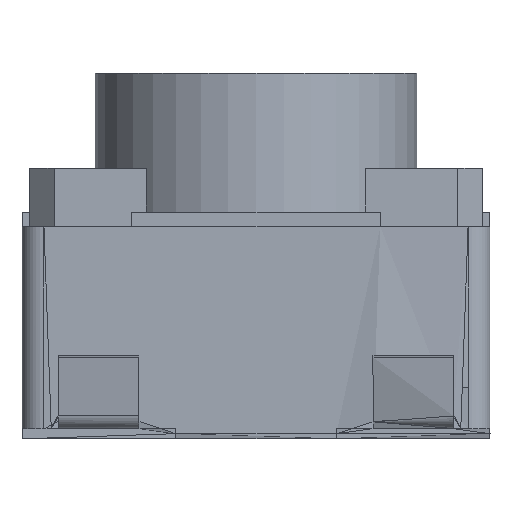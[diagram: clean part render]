
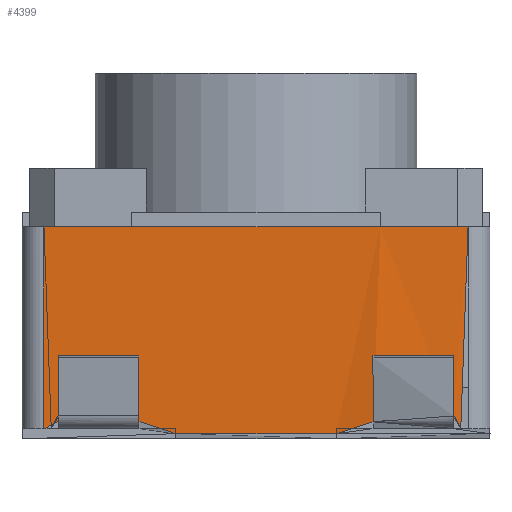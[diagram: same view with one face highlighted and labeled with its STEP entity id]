
A CAD part, left-side view. The second image highlights one B-rep face of the part: STEP entity #4399.
In plain terms, the highlighted planar face has unit normal (-1, 0, 0).
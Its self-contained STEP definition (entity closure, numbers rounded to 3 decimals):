
#1396=ORIENTED_EDGE('',*,*,#2357,.T.);
#1397=ORIENTED_EDGE('',*,*,#2358,.F.);
#1398=ORIENTED_EDGE('',*,*,#2359,.T.);
#1399=ORIENTED_EDGE('',*,*,#2360,.T.);
#1400=ORIENTED_EDGE('',*,*,#2361,.T.);
#1401=ORIENTED_EDGE('',*,*,#2362,.F.);
#1402=ORIENTED_EDGE('',*,*,#2363,.T.);
#1403=ORIENTED_EDGE('',*,*,#2364,.F.);
#1404=ORIENTED_EDGE('',*,*,#2365,.F.);
#1405=ORIENTED_EDGE('',*,*,#2366,.F.);
#1406=ORIENTED_EDGE('',*,*,#2367,.F.);
#1407=ORIENTED_EDGE('',*,*,#2368,.F.);
#2357=EDGE_CURVE('',#2956,#2957,#3545,.T.);
#2358=EDGE_CURVE('',#2958,#2957,#3546,.T.);
#2359=EDGE_CURVE('',#2958,#2959,#3547,.T.);
#2360=EDGE_CURVE('',#2959,#2960,#3548,.T.);
#2361=EDGE_CURVE('',#2960,#2961,#3549,.T.);
#2362=EDGE_CURVE('',#2962,#2961,#3550,.T.);
#2363=EDGE_CURVE('',#2962,#2963,#3551,.T.);
#2364=EDGE_CURVE('',#2964,#2963,#3552,.T.);
#2365=EDGE_CURVE('',#2965,#2964,#3553,.T.);
#2366=EDGE_CURVE('',#2966,#2965,#3554,.T.);
#2367=EDGE_CURVE('',#2967,#2966,#3555,.T.);
#2368=EDGE_CURVE('',#2956,#2967,#3556,.T.);
#2956=VERTEX_POINT('',#7202);
#2957=VERTEX_POINT('',#7203);
#2958=VERTEX_POINT('',#7206);
#2959=VERTEX_POINT('',#7209);
#2960=VERTEX_POINT('',#7212);
#2961=VERTEX_POINT('',#7215);
#2962=VERTEX_POINT('',#7218);
#2963=VERTEX_POINT('',#7222);
#2964=VERTEX_POINT('',#7230);
#2965=VERTEX_POINT('',#7233);
#2966=VERTEX_POINT('',#7236);
#2967=VERTEX_POINT('',#7239);
#3545=B_SPLINE_CURVE_WITH_KNOTS('',1,(#7200,#7201),.UNSPECIFIED.,.F.,.F.,
(2,2),(0.,1.),.UNSPECIFIED.);
#3546=B_SPLINE_CURVE_WITH_KNOTS('',1,(#7204,#7205),.UNSPECIFIED.,.F.,.F.,
(2,2),(0.,1.),.UNSPECIFIED.);
#3547=B_SPLINE_CURVE_WITH_KNOTS('',1,(#7207,#7208),.UNSPECIFIED.,.F.,.F.,
(2,2),(0.,1.),.UNSPECIFIED.);
#3548=B_SPLINE_CURVE_WITH_KNOTS('',1,(#7210,#7211),.UNSPECIFIED.,.F.,.F.,
(2,2),(0.,1.),.UNSPECIFIED.);
#3549=B_SPLINE_CURVE_WITH_KNOTS('',1,(#7213,#7214),.UNSPECIFIED.,.F.,.F.,
(2,2),(0.,1.),.UNSPECIFIED.);
#3550=B_SPLINE_CURVE_WITH_KNOTS('',1,(#7216,#7217),.UNSPECIFIED.,.F.,.F.,
(2,2),(0.,1.),.UNSPECIFIED.);
#3551=B_SPLINE_CURVE_WITH_KNOTS('',1,(#7219,#7220,#7221),.UNSPECIFIED.,
 .F.,.F.,(2,1,2),(0.,1.,1.01),.PIECEWISE_BEZIER_KNOTS.);
#3552=B_SPLINE_CURVE_WITH_KNOTS('',3,(#7223,#7224,#7225,#7226,#7227,#7228,
#7229),.UNSPECIFIED.,.F.,.F.,(4,3,4),(0.,1.,1.01),
 .PIECEWISE_BEZIER_KNOTS.);
#3553=B_SPLINE_CURVE_WITH_KNOTS('',1,(#7231,#7232),.UNSPECIFIED.,.F.,.F.,
(2,2),(0.793,1.),.UNSPECIFIED.);
#3554=B_SPLINE_CURVE_WITH_KNOTS('',1,(#7234,#7235),.UNSPECIFIED.,.F.,.F.,
(2,2),(0.207,0.793),.UNSPECIFIED.);
#3555=B_SPLINE_CURVE_WITH_KNOTS('',1,(#7237,#7238),.UNSPECIFIED.,.F.,.F.,
(2,2),(0.,0.207),.UNSPECIFIED.);
#3556=B_SPLINE_CURVE_WITH_KNOTS('',3,(#7240,#7241,#7242,#7243,#7244,#7245,
#7246),.UNSPECIFIED.,.F.,.F.,(4,3,4),(-0.01,0.,1.),
 .PIECEWISE_BEZIER_KNOTS.);
#3744=EDGE_LOOP('',(#1396,#1397,#1398,#1399,#1400,#1401,#1402,#1403,#1404,
#1405,#1406,#1407));
#3986=FACE_BOUND('',#3744,.T.);
#4202=PLANE('',#4680);
#4399=ADVANCED_FACE('',(#3986),#4202,.F.);
#4680=AXIS2_PLACEMENT_3D('',#7199,#5214,#5215);
#5214=DIRECTION('',(1.,0.,0.));
#5215=DIRECTION('',(0.,1.,0.));
#7199=CARTESIAN_POINT('',(-2.1,0.,0.725));
#7200=CARTESIAN_POINT('',(-2.1,1.45,0.07));
#7201=CARTESIAN_POINT('',(-2.1,1.35,0.07));
#7202=CARTESIAN_POINT('',(-2.1,1.45,0.07));
#7203=CARTESIAN_POINT('',(-2.1,1.35,0.12));
#7204=CARTESIAN_POINT('',(-2.1,0.8,0.169));
#7205=CARTESIAN_POINT('',(-2.1,1.35,0.169));
#7206=CARTESIAN_POINT('',(-2.1,0.8,0.12));
#7207=CARTESIAN_POINT('',(-2.1,0.8,0.07));
#7208=CARTESIAN_POINT('',(-2.1,0.55,0.07));
#7209=CARTESIAN_POINT('',(-2.1,0.55,0.035));
#7210=CARTESIAN_POINT('',(-2.1,0.55,0.));
#7211=CARTESIAN_POINT('',(-2.1,-0.55,0.));
#7212=CARTESIAN_POINT('',(-2.1,-0.55,0.035));
#7213=CARTESIAN_POINT('',(-2.1,-0.55,0.07));
#7214=CARTESIAN_POINT('',(-2.1,-0.8,0.07));
#7215=CARTESIAN_POINT('',(-2.147,-0.8,0.116));
#7216=CARTESIAN_POINT('',(-2.1,-1.35,0.169));
#7217=CARTESIAN_POINT('',(-2.1,-0.8,0.169));
#7218=CARTESIAN_POINT('',(-2.105,-1.35,0.168));
#7219=CARTESIAN_POINT('',(-2.1,-1.35,0.169));
#7220=CARTESIAN_POINT('',(-2.1,-1.35,0.07));
#7221=CARTESIAN_POINT('',(-2.1,-1.35,0.069));
#7222=CARTESIAN_POINT('',(-2.1,-1.4,0.07));
#7223=CARTESIAN_POINT('',(-2.1,-1.45,1.45));
#7224=CARTESIAN_POINT('',(-2.1,-1.45,0.99));
#7225=CARTESIAN_POINT('',(-2.1,-1.45,0.53));
#7226=CARTESIAN_POINT('',(-2.1,-1.45,0.07));
#7227=CARTESIAN_POINT('',(-2.1,-1.45,0.065));
#7228=CARTESIAN_POINT('',(-2.1,-1.45,0.061));
#7229=CARTESIAN_POINT('',(-2.1,-1.45,0.056));
#7230=CARTESIAN_POINT('',(-2.1,-1.45,1.45));
#7231=CARTESIAN_POINT('',(-2.1,-0.85,1.45));
#7232=CARTESIAN_POINT('',(-2.1,-1.45,1.45));
#7233=CARTESIAN_POINT('',(-2.1,-0.85,1.45));
#7234=CARTESIAN_POINT('',(-2.1,0.85,1.45));
#7235=CARTESIAN_POINT('',(-2.1,-0.85,1.45));
#7236=CARTESIAN_POINT('',(-2.1,0.85,1.45));
#7237=CARTESIAN_POINT('',(-2.1,1.45,1.45));
#7238=CARTESIAN_POINT('',(-2.1,0.85,1.45));
#7239=CARTESIAN_POINT('',(-2.1,1.45,1.45));
#7240=CARTESIAN_POINT('',(-2.1,1.45,0.056));
#7241=CARTESIAN_POINT('',(-2.1,1.45,0.061));
#7242=CARTESIAN_POINT('',(-2.1,1.45,0.065));
#7243=CARTESIAN_POINT('',(-2.1,1.45,0.07));
#7244=CARTESIAN_POINT('',(-2.1,1.45,0.53));
#7245=CARTESIAN_POINT('',(-2.1,1.45,0.99));
#7246=CARTESIAN_POINT('',(-2.1,1.45,1.45));
